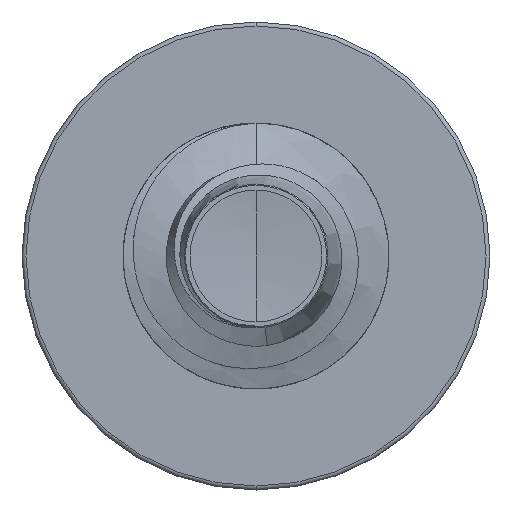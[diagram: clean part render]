
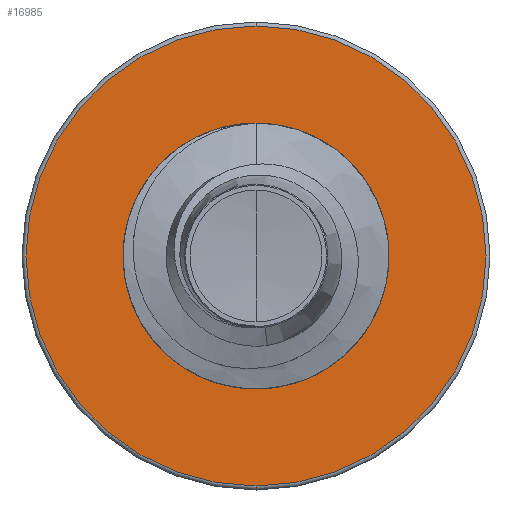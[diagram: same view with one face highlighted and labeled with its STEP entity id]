
A CAD part, front view. The second image highlights one B-rep face of the part: STEP entity #16985.
In plain terms, the highlighted planar face has unit normal (0, -1, 0).
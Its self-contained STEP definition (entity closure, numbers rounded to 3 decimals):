
#581 = VERTEX_POINT ( 'NONE', #2483 ) ;
#723 = EDGE_CURVE ( 'NONE', #16501, #14762, #15481, .T. ) ;
#1091 = CIRCLE ( 'NONE', #19732, 2.415 ) ;
#1930 = ORIENTED_EDGE ( 'NONE', *, *, #723, .F. ) ;
#2483 = CARTESIAN_POINT ( 'NONE',  ( 0., 15., 2.415 ) ) ;
#4115 = VERTEX_POINT ( 'NONE', #7414 ) ;
#4996 = AXIS2_PLACEMENT_3D ( 'NONE', #16280, #16258, #16238 ) ;
#6011 = EDGE_CURVE ( 'NONE', #14762, #16501, #15436, .T. ) ;
#6471 = ORIENTED_EDGE ( 'NONE', *, *, #6011, .F. ) ;
#6962 = AXIS2_PLACEMENT_3D ( 'NONE', #7634, #17532, #9325 ) ;
#6981 = ORIENTED_EDGE ( 'NONE', *, *, #15139, .T. ) ;
#7322 = CIRCLE ( 'NONE', #6962, 2.415 ) ;
#7414 = CARTESIAN_POINT ( 'NONE',  ( 0., 15., -2.415 ) ) ;
#7634 = CARTESIAN_POINT ( 'NONE',  ( 0., 15., 0. ) ) ;
#8556 = AXIS2_PLACEMENT_3D ( 'NONE', #17863, #17858, #17845 ) ;
#8706 = CARTESIAN_POINT ( 'NONE',  ( 0., 15., -4.325 ) ) ;
#8949 = EDGE_CURVE ( 'NONE', #4115, #581, #1091, .T. ) ;
#9325 = DIRECTION ( 'NONE',  ( 0., 0., 1. ) ) ;
#9506 = AXIS2_PLACEMENT_3D ( 'NONE', #13552, #10776, #19710 ) ;
#10776 = DIRECTION ( 'NONE',  ( 0., 1., 0. ) ) ;
#10861 = DIRECTION ( 'NONE',  ( 0., 0., 1. ) ) ;
#10881 = DIRECTION ( 'NONE',  ( 0., 1., 0. ) ) ;
#10905 = CARTESIAN_POINT ( 'NONE',  ( 0., 15., 0. ) ) ;
#11244 = ORIENTED_EDGE ( 'NONE', *, *, #8949, .T. ) ;
#13552 = CARTESIAN_POINT ( 'NONE',  ( 0., 15., -2.415 ) ) ;
#14762 = VERTEX_POINT ( 'NONE', #18215 ) ;
#14817 = EDGE_LOOP ( 'NONE', ( #6981, #11244 ) ) ;
#15139 = EDGE_CURVE ( 'NONE', #581, #4115, #7322, .T. ) ;
#15436 = CIRCLE ( 'NONE', #4996, 4.325 ) ;
#15481 = CIRCLE ( 'NONE', #8556, 4.325 ) ;
#15800 = FACE_BOUND ( 'NONE', #14817, .T. ) ;
#16157 = PLANE ( 'NONE',  #9506 ) ;
#16238 = DIRECTION ( 'NONE',  ( 0., 0., 1. ) ) ;
#16258 = DIRECTION ( 'NONE',  ( 0., 1., 0. ) ) ;
#16280 = CARTESIAN_POINT ( 'NONE',  ( 0., 15., 0. ) ) ;
#16501 = VERTEX_POINT ( 'NONE', #8706 ) ;
#16985 = ADVANCED_FACE ( 'NONE', ( #18234, #15800 ), #16157, .F. ) ;
#17111 = EDGE_LOOP ( 'NONE', ( #6471, #1930 ) ) ;
#17532 = DIRECTION ( 'NONE',  ( 0., 1., 0. ) ) ;
#17845 = DIRECTION ( 'NONE',  ( 0., 0., 1. ) ) ;
#17858 = DIRECTION ( 'NONE',  ( 0., 1., 0. ) ) ;
#17863 = CARTESIAN_POINT ( 'NONE',  ( 0., 15., 0. ) ) ;
#18215 = CARTESIAN_POINT ( 'NONE',  ( 0., 15., 4.325 ) ) ;
#18234 = FACE_OUTER_BOUND ( 'NONE', #17111, .T. ) ;
#19710 = DIRECTION ( 'NONE',  ( 0., 0., 1. ) ) ;
#19732 = AXIS2_PLACEMENT_3D ( 'NONE', #10905, #10881, #10861 ) ;
